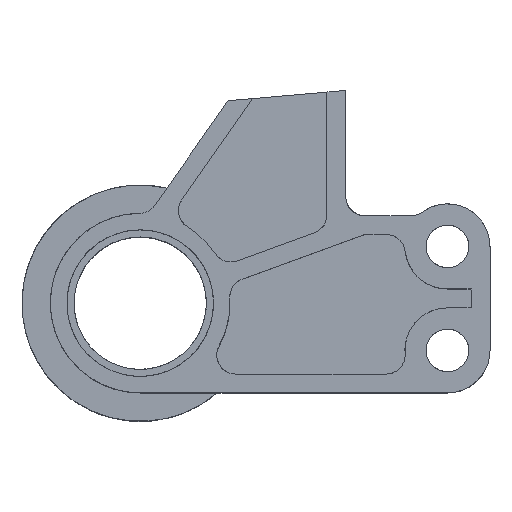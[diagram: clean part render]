
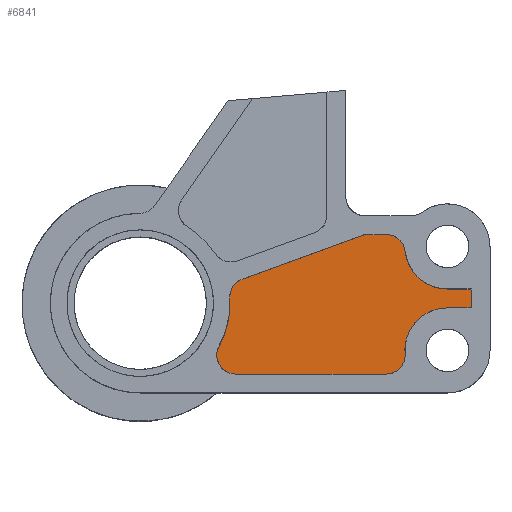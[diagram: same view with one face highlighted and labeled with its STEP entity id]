
A CAD part, top view. The second image highlights one B-rep face of the part: STEP entity #6841.
In plain terms, the highlighted free-form (B-spline) face has degree [1, 1] with [2, 2] control points.
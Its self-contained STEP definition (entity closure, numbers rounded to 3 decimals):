
#6841 = ADVANCED_FACE('',(#6842),#6942,.T.);
#6842 = FACE_BOUND('',#6843,.T.);
#6843 = EDGE_LOOP('',(#6844,#6854,#6861,#6868,#6876,#6884,#6892,#6899,
    #6907,#6915,#6922,#6929,#6936));
#6844 = ORIENTED_EDGE('',*,*,#6845,.T.);
#6845 = EDGE_CURVE('',#6846,#6848,#6850,.T.);
#6846 = VERTEX_POINT('',#6847);
#6847 = CARTESIAN_POINT('',(45.908,8.976,
    20.473));
#6848 = VERTEX_POINT('',#6849);
#6849 = CARTESIAN_POINT('',(42.654,11.874,
    20.473));
#6850 = ( BOUNDED_CURVE() B_SPLINE_CURVE(2,(#6851,#6852,#6853),
.UNSPECIFIED.,.F.,.F.) B_SPLINE_CURVE_WITH_KNOTS((3,3),(0.116,
1.571),.PIECEWISE_BEZIER_KNOTS.) CURVE() 
GEOMETRIC_REPRESENTATION_ITEM() RATIONAL_B_SPLINE_CURVE((1.,
0.747,1.)) REPRESENTATION_ITEM('') );
#6851 = CARTESIAN_POINT('',(45.908,8.976,
    20.473));
#6852 = CARTESIAN_POINT('',(45.571,11.874,
    20.473));
#6853 = CARTESIAN_POINT('',(42.654,11.874,
    20.473));
#6854 = ORIENTED_EDGE('',*,*,#6855,.T.);
#6855 = EDGE_CURVE('',#6848,#6856,#6858,.T.);
#6856 = VERTEX_POINT('',#6857);
#6857 = CARTESIAN_POINT('',(38.898,11.874,
    20.473));
#6858 = B_SPLINE_CURVE_WITH_KNOTS('',1,(#6859,#6860),.UNSPECIFIED.,.F.,
  .F.,(2,2),(0.,4.587),.PIECEWISE_BEZIER_KNOTS.);
#6859 = CARTESIAN_POINT('',(42.654,11.874,
    20.473));
#6860 = CARTESIAN_POINT('',(38.898,11.874,
    20.473));
#6861 = ORIENTED_EDGE('',*,*,#6862,.T.);
#6862 = EDGE_CURVE('',#6856,#6863,#6865,.T.);
#6863 = VERTEX_POINT('',#6864);
#6864 = CARTESIAN_POINT('',(17.684,4.153,
    20.473));
#6865 = B_SPLINE_CURVE_WITH_KNOTS('',1,(#6866,#6867),.UNSPECIFIED.,.F.,
  .F.,(2,2),(0.,27.568),.PIECEWISE_BEZIER_KNOTS.);
#6866 = CARTESIAN_POINT('',(38.898,11.874,
    20.473));
#6867 = CARTESIAN_POINT('',(17.684,4.153,
    20.473));
#6868 = ORIENTED_EDGE('',*,*,#6869,.T.);
#6869 = EDGE_CURVE('',#6863,#6870,#6872,.T.);
#6870 = VERTEX_POINT('',#6871);
#6871 = CARTESIAN_POINT('',(15.534,0.888,
    20.473));
#6872 = ( BOUNDED_CURVE() B_SPLINE_CURVE(2,(#6873,#6874,#6875),
.UNSPECIFIED.,.F.,.F.) B_SPLINE_CURVE_WITH_KNOTS((3,3),(1.92,
3.199),.PIECEWISE_BEZIER_KNOTS.) CURVE() 
GEOMETRIC_REPRESENTATION_ITEM() RATIONAL_B_SPLINE_CURVE((1.,
0.802,1.)) REPRESENTATION_ITEM('') );
#6873 = CARTESIAN_POINT('',(17.684,4.153,
    20.473));
#6874 = CARTESIAN_POINT('',(15.395,3.32,
    20.473));
#6875 = CARTESIAN_POINT('',(15.534,0.888,
    20.473));
#6876 = ORIENTED_EDGE('',*,*,#6877,.T.);
#6877 = EDGE_CURVE('',#6870,#6878,#6880,.T.);
#6878 = VERTEX_POINT('',#6879);
#6879 = CARTESIAN_POINT('',(13.664,-7.441,
    20.473));
#6880 = ( BOUNDED_CURVE() B_SPLINE_CURVE(2,(#6881,#6882,#6883),
.UNSPECIFIED.,.F.,.F.) B_SPLINE_CURVE_WITH_KNOTS((3,3),(6.226,
6.782),.PIECEWISE_BEZIER_KNOTS.) CURVE() 
GEOMETRIC_REPRESENTATION_ITEM() RATIONAL_B_SPLINE_CURVE((1.,
0.962,1.)) REPRESENTATION_ITEM('') );
#6881 = CARTESIAN_POINT('',(15.534,0.888,
    20.473));
#6882 = CARTESIAN_POINT('',(15.787,-3.543,
    20.473));
#6883 = CARTESIAN_POINT('',(13.664,-7.441,
    20.473));
#6884 = ORIENTED_EDGE('',*,*,#6885,.T.);
#6885 = EDGE_CURVE('',#6878,#6886,#6888,.T.);
#6886 = VERTEX_POINT('',#6887);
#6887 = CARTESIAN_POINT('',(16.541,-12.284,
    20.473));
#6888 = ( BOUNDED_CURVE() B_SPLINE_CURVE(2,(#6889,#6890,#6891),
.UNSPECIFIED.,.F.,.F.) B_SPLINE_CURVE_WITH_KNOTS((3,3),(2.643,
4.712),.PIECEWISE_BEZIER_KNOTS.) CURVE() 
GEOMETRIC_REPRESENTATION_ITEM() RATIONAL_B_SPLINE_CURVE((1.,
0.511,1.)) REPRESENTATION_ITEM('') );
#6889 = CARTESIAN_POINT('',(13.664,-7.441,
    20.473));
#6890 = CARTESIAN_POINT('',(11.027,-12.284,
    20.473));
#6891 = CARTESIAN_POINT('',(16.541,-12.284,
    20.473));
#6892 = ORIENTED_EDGE('',*,*,#6893,.T.);
#6893 = EDGE_CURVE('',#6886,#6894,#6896,.T.);
#6894 = VERTEX_POINT('',#6895);
#6895 = CARTESIAN_POINT('',(42.615,-12.284,
    20.473));
#6896 = B_SPLINE_CURVE_WITH_KNOTS('',1,(#6897,#6898),.UNSPECIFIED.,.F.,
  .F.,(2,2),(0.,31.84),.PIECEWISE_BEZIER_KNOTS.);
#6897 = CARTESIAN_POINT('',(16.541,-12.284,
    20.473));
#6898 = CARTESIAN_POINT('',(42.615,-12.284,
    20.473));
#6899 = ORIENTED_EDGE('',*,*,#6900,.T.);
#6900 = EDGE_CURVE('',#6894,#6901,#6903,.T.);
#6901 = VERTEX_POINT('',#6902);
#6902 = CARTESIAN_POINT('',(45.881,-8.756,
    20.473));
#6903 = ( BOUNDED_CURVE() B_SPLINE_CURVE(2,(#6904,#6905,#6906),
.UNSPECIFIED.,.F.,.F.) B_SPLINE_CURVE_WITH_KNOTS((3,3),(4.712,
6.36),.PIECEWISE_BEZIER_KNOTS.) CURVE() 
GEOMETRIC_REPRESENTATION_ITEM() RATIONAL_B_SPLINE_CURVE((1.,
0.679,1.)) REPRESENTATION_ITEM('') );
#6904 = CARTESIAN_POINT('',(42.615,-12.284,
    20.473));
#6905 = CARTESIAN_POINT('',(46.153,-12.284,
    20.473));
#6906 = CARTESIAN_POINT('',(45.881,-8.756,
    20.473));
#6907 = ORIENTED_EDGE('',*,*,#6908,.T.);
#6908 = EDGE_CURVE('',#6901,#6909,#6911,.T.);
#6909 = VERTEX_POINT('',#6910);
#6910 = CARTESIAN_POINT('',(53.229,-0.819,
    20.473));
#6911 = ( BOUNDED_CURVE() B_SPLINE_CURVE(2,(#6912,#6913,#6914),
.UNSPECIFIED.,.F.,.F.) B_SPLINE_CURVE_WITH_KNOTS((3,3),(3.065,
4.712),.PIECEWISE_BEZIER_KNOTS.) CURVE() 
GEOMETRIC_REPRESENTATION_ITEM() RATIONAL_B_SPLINE_CURVE((1.,0.679
,1.)) REPRESENTATION_ITEM('') );
#6912 = CARTESIAN_POINT('',(45.881,-8.756,
    20.473));
#6913 = CARTESIAN_POINT('',(45.268,-0.819,
    20.473));
#6914 = CARTESIAN_POINT('',(53.229,-0.819,
    20.473));
#6915 = ORIENTED_EDGE('',*,*,#6916,.T.);
#6916 = EDGE_CURVE('',#6909,#6917,#6919,.T.);
#6917 = VERTEX_POINT('',#6918);
#6918 = CARTESIAN_POINT('',(57.324,-0.819,
    20.473));
#6919 = B_SPLINE_CURVE_WITH_KNOTS('',1,(#6920,#6921),.UNSPECIFIED.,.F.,
  .F.,(2,2),(0.,5.),.PIECEWISE_BEZIER_KNOTS.);
#6920 = CARTESIAN_POINT('',(53.229,-0.819,
    20.473));
#6921 = CARTESIAN_POINT('',(57.324,-0.819,
    20.473));
#6922 = ORIENTED_EDGE('',*,*,#6923,.T.);
#6923 = EDGE_CURVE('',#6917,#6924,#6926,.T.);
#6924 = VERTEX_POINT('',#6925);
#6925 = CARTESIAN_POINT('',(57.324,2.457,
    20.473));
#6926 = B_SPLINE_CURVE_WITH_KNOTS('',1,(#6927,#6928),.UNSPECIFIED.,.F.,
  .F.,(2,2),(0.,4.),.PIECEWISE_BEZIER_KNOTS.);
#6927 = CARTESIAN_POINT('',(57.324,-0.819,
    20.473));
#6928 = CARTESIAN_POINT('',(57.324,2.457,
    20.473));
#6929 = ORIENTED_EDGE('',*,*,#6930,.T.);
#6930 = EDGE_CURVE('',#6924,#6931,#6933,.T.);
#6931 = VERTEX_POINT('',#6932);
#6932 = CARTESIAN_POINT('',(53.229,2.457,
    20.473));
#6933 = B_SPLINE_CURVE_WITH_KNOTS('',1,(#6934,#6935),.UNSPECIFIED.,.F.,
  .F.,(2,2),(0.,5.),.PIECEWISE_BEZIER_KNOTS.);
#6934 = CARTESIAN_POINT('',(57.324,2.457,
    20.473));
#6935 = CARTESIAN_POINT('',(53.229,2.457,
    20.473));
#6936 = ORIENTED_EDGE('',*,*,#6937,.T.);
#6937 = EDGE_CURVE('',#6931,#6846,#6938,.T.);
#6938 = ( BOUNDED_CURVE() B_SPLINE_CURVE(2,(#6939,#6940,#6941),
.UNSPECIFIED.,.F.,.F.) B_SPLINE_CURVE_WITH_KNOTS((3,3),(1.571,
3.026),.PIECEWISE_BEZIER_KNOTS.) CURVE() 
GEOMETRIC_REPRESENTATION_ITEM() RATIONAL_B_SPLINE_CURVE((1.,
0.747,1.)) REPRESENTATION_ITEM('') );
#6939 = CARTESIAN_POINT('',(53.229,2.457,
    20.473));
#6940 = CARTESIAN_POINT('',(46.665,2.457,
    20.473));
#6941 = CARTESIAN_POINT('',(45.908,8.976,
    20.473));
#6942 = B_SPLINE_SURFACE_WITH_KNOTS('',1,1,(
    (#6943,#6944)
    ,(#6945,#6946
    )),.UNSPECIFIED.,.F.,.F.,.F.,(2,2),(2,2),(16.199,70.),(-15.
    ,14.5),.PIECEWISE_BEZIER_KNOTS.);
#6943 = CARTESIAN_POINT('',(13.265,-12.284,
    20.473));
#6944 = CARTESIAN_POINT('',(13.265,11.874,
    20.473));
#6945 = CARTESIAN_POINT('',(57.324,-12.284,
    20.473));
#6946 = CARTESIAN_POINT('',(57.324,11.874,
    20.473));
